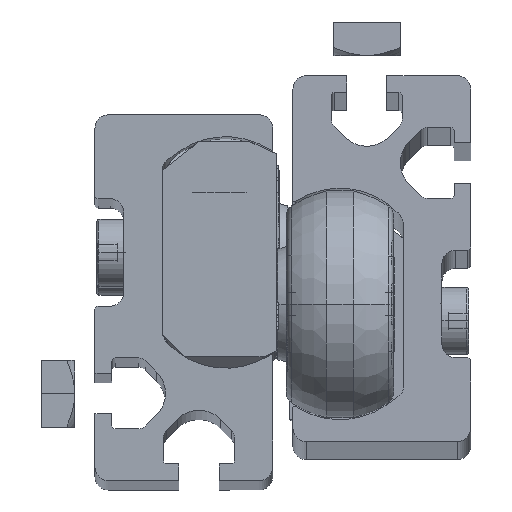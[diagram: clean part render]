
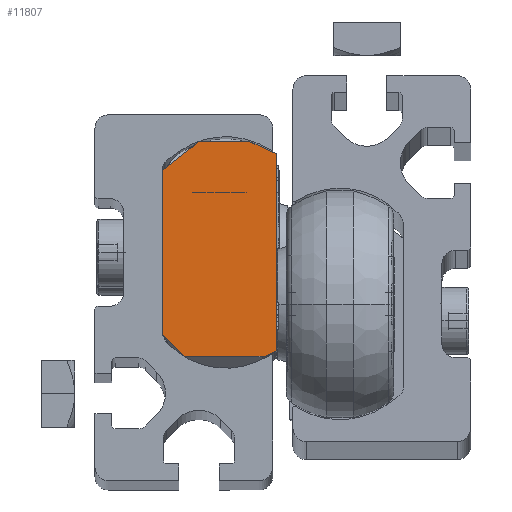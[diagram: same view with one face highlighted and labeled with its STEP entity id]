
A CAD part, top view. The second image highlights one B-rep face of the part: STEP entity #11807.
In plain terms, the highlighted face is planar.
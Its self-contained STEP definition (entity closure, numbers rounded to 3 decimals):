
#924 = EDGE_CURVE ( 'NONE', #4275, #7082, #9353, .T. ) ;
#1886 = VECTOR ( 'NONE', #16809, 1000. ) ;
#2331 = CARTESIAN_POINT ( 'NONE',  ( 19., -15.5, 5.2 ) ) ;
#2533 = DIRECTION ( 'NONE',  ( 0., -0.707, -0.707 ) ) ;
#3514 = EDGE_CURVE ( 'NONE', #6284, #16260, #6918, .T. ) ;
#3518 = CARTESIAN_POINT ( 'NONE',  ( 19., -14.661, -8.5 ) ) ;
#4128 = DIRECTION ( 'NONE',  ( 0., 0., 1. ) ) ;
#4275 = VERTEX_POINT ( 'NONE', #20910 ) ;
#5148 = ORIENTED_EDGE ( 'NONE', *, *, #924, .T. ) ;
#6058 = DIRECTION ( 'NONE',  ( 0., -1., 0. ) ) ;
#6284 = VERTEX_POINT ( 'NONE', #15918 ) ;
#6533 = VECTOR ( 'NONE', #6058, 1000. ) ;
#6657 = VERTEX_POINT ( 'NONE', #21561 ) ;
#6918 = LINE ( 'NONE', #14234, #12017 ) ;
#7082 = VERTEX_POINT ( 'NONE', #16593 ) ;
#7292 = EDGE_CURVE ( 'NONE', #7322, #6657, #10020, .T. ) ;
#7322 = VERTEX_POINT ( 'NONE', #15974 ) ;
#7649 = DIRECTION ( 'NONE',  ( 0., 0., 1. ) ) ;
#7830 = DIRECTION ( 'NONE',  ( -1., 0., 0. ) ) ;
#8077 = ORIENTED_EDGE ( 'NONE', *, *, #3514, .T. ) ;
#8415 = EDGE_CURVE ( 'NONE', #16260, #10828, #17064, .T. ) ;
#8862 = EDGE_CURVE ( 'NONE', #4275, #7322, #17040, .T. ) ;
#9041 = LINE ( 'NONE', #12756, #15233 ) ;
#9207 = EDGE_CURVE ( 'NONE', #6657, #10828, #22092, .T. ) ;
#9250 = VECTOR ( 'NONE', #7649, 1000. ) ;
#9353 = LINE ( 'NONE', #20126, #9250 ) ;
#9537 = CARTESIAN_POINT ( 'NONE',  ( 19., -15.5, 5.2 ) ) ;
#9556 = VECTOR ( 'NONE', #13598, 1000. ) ;
#9890 = FACE_OUTER_BOUND ( 'NONE', #14249, .T. ) ;
#10020 = LINE ( 'NONE', #15133, #6533 ) ;
#10278 = EDGE_CURVE ( 'NONE', #11590, #7082, #21762, .T. ) ;
#10828 = VERTEX_POINT ( 'NONE', #11584 ) ;
#10841 = DIRECTION ( 'NONE',  ( 0., -0.423, 0.906 ) ) ;
#10861 = CARTESIAN_POINT ( 'NONE',  ( 19., 12.203, 8.5 ) ) ;
#11406 = ORIENTED_EDGE ( 'NONE', *, *, #8862, .F. ) ;
#11584 = CARTESIAN_POINT ( 'NONE',  ( 19., -15.5, -6.7 ) ) ;
#11590 = VERTEX_POINT ( 'NONE', #20399 ) ;
#11807 = ADVANCED_FACE ( 'NONE', ( #9890 ), #15374, .F. ) ;
#12017 = VECTOR ( 'NONE', #2533, 1000. ) ;
#12681 = ORIENTED_EDGE ( 'NONE', *, *, #10278, .F. ) ;
#12756 = CARTESIAN_POINT ( 'NONE',  ( 19., -12.2, 8.5 ) ) ;
#13415 = VECTOR ( 'NONE', #10841, 1000. ) ;
#13598 = DIRECTION ( 'NONE',  ( 0., 0., -1. ) ) ;
#14234 = CARTESIAN_POINT ( 'NONE',  ( 19., -12.2, 8.5 ) ) ;
#14249 = EDGE_LOOP ( 'NONE', ( #12681, #20878, #8077, #18080, #20410, #21958, #11406, #5148 ) ) ;
#15133 = CARTESIAN_POINT ( 'NONE',  ( 19., 14.681, -8.5 ) ) ;
#15233 = VECTOR ( 'NONE', #18720, 1000. ) ;
#15374 = PLANE ( 'NONE',  #18057 ) ;
#15713 = VECTOR ( 'NONE', #18385, 1000. ) ;
#15918 = CARTESIAN_POINT ( 'NONE',  ( 19., -12.2, 8.5 ) ) ;
#15974 = CARTESIAN_POINT ( 'NONE',  ( 19., 14.681, -8.5 ) ) ;
#16260 = VERTEX_POINT ( 'NONE', #9537 ) ;
#16593 = CARTESIAN_POINT ( 'NONE',  ( 19., 16.5, 3. ) ) ;
#16809 = DIRECTION ( 'NONE',  ( 0., -0.423, -0.906 ) ) ;
#17040 = LINE ( 'NONE', #18838, #1886 ) ;
#17064 = LINE ( 'NONE', #2331, #9556 ) ;
#17168 = CARTESIAN_POINT ( 'NONE',  ( 19., 1.5, 22.2 ) ) ;
#18057 = AXIS2_PLACEMENT_3D ( 'NONE', #17168, #7830, #4128 ) ;
#18080 = ORIENTED_EDGE ( 'NONE', *, *, #8415, .T. ) ;
#18385 = DIRECTION ( 'NONE',  ( 0., 0.616, -0.788 ) ) ;
#18720 = DIRECTION ( 'NONE',  ( 0., 1., 0. ) ) ;
#18838 = CARTESIAN_POINT ( 'NONE',  ( 19., 16.5, -4.6 ) ) ;
#20126 = CARTESIAN_POINT ( 'NONE',  ( 19., 16.5, -4.6 ) ) ;
#20189 = EDGE_CURVE ( 'NONE', #6284, #11590, #9041, .T. ) ;
#20399 = CARTESIAN_POINT ( 'NONE',  ( 19., 12.203, 8.5 ) ) ;
#20410 = ORIENTED_EDGE ( 'NONE', *, *, #9207, .F. ) ;
#20878 = ORIENTED_EDGE ( 'NONE', *, *, #20189, .F. ) ;
#20910 = CARTESIAN_POINT ( 'NONE',  ( 19., 16.5, -4.6 ) ) ;
#21561 = CARTESIAN_POINT ( 'NONE',  ( 19., -14.661, -8.5 ) ) ;
#21762 = LINE ( 'NONE', #10861, #15713 ) ;
#21958 = ORIENTED_EDGE ( 'NONE', *, *, #7292, .F. ) ;
#22092 = LINE ( 'NONE', #3518, #13415 ) ;
